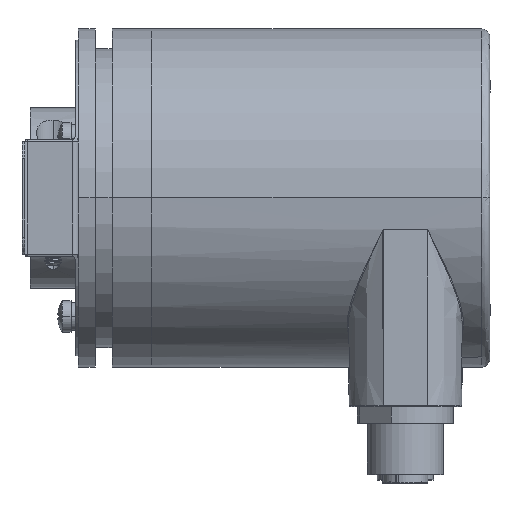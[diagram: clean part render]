
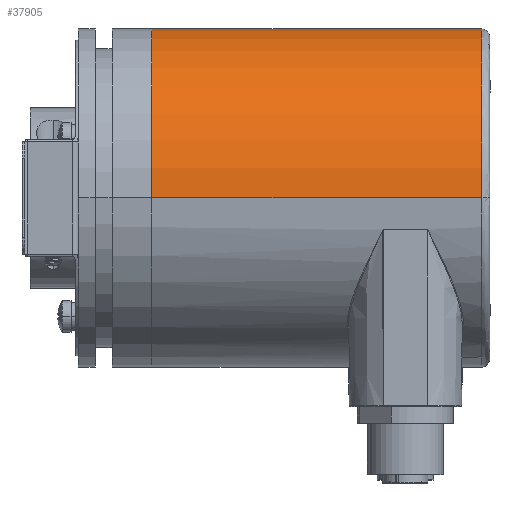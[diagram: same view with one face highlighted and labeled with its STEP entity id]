
A CAD part, top view. The second image highlights one B-rep face of the part: STEP entity #37905.
In plain terms, the highlighted cylindrical face has radius 30 mm (diameter 60 mm), a partial arc.
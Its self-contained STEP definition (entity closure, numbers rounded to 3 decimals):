
#1035 = FACE_OUTER_BOUND ( 'NONE', #26532, .T. ) ;
#2321 = ORIENTED_EDGE ( 'NONE', *, *, #12973, .T. ) ;
#7997 = CARTESIAN_POINT ( 'NONE',  ( -82.394, -0.38, 30. ) ) ;
#10973 = AXIS2_PLACEMENT_3D ( 'NONE', #16502, #28681, #54467 ) ;
#11109 = DIRECTION ( 'NONE',  ( -1., 0., 0. ) ) ;
#11478 = DIRECTION ( 'NONE',  ( 0., 0., 1. ) ) ;
#12742 = VERTEX_POINT ( 'NONE', #32514 ) ;
#12973 = EDGE_CURVE ( 'NONE', #12742, #49665, #29217, .T. ) ;
#15444 = CARTESIAN_POINT ( 'NONE',  ( -23.894, -0.38, 0. ) ) ;
#16502 = CARTESIAN_POINT ( 'NONE',  ( -22.394, -0.38, 0. ) ) ;
#17392 = VERTEX_POINT ( 'NONE', #36610 ) ;
#17446 = ORIENTED_EDGE ( 'NONE', *, *, #43820, .T. ) ;
#20065 = CIRCLE ( 'NONE', #46172, 30. ) ;
#24692 = CARTESIAN_POINT ( 'NONE',  ( -22.394, -0.38, 30. ) ) ;
#24965 = CIRCLE ( 'NONE', #54408, 30. ) ;
#26532 = EDGE_LOOP ( 'NONE', ( #17446, #2321, #50789, #52513 ) ) ;
#28681 = DIRECTION ( 'NONE',  ( -1., 0., 0. ) ) ;
#29217 = LINE ( 'NONE', #52098, #45355 ) ;
#30644 = DIRECTION ( 'NONE',  ( -1., 0., 0. ) ) ;
#32514 = CARTESIAN_POINT ( 'NONE',  ( -23.894, -0.38, -30. ) ) ;
#32534 = EDGE_CURVE ( 'NONE', #49665, #33784, #24965, .T. ) ;
#33672 = DIRECTION ( 'NONE',  ( -1., 0., 0. ) ) ;
#33784 = VERTEX_POINT ( 'NONE', #7997 ) ;
#34211 = DIRECTION ( 'NONE',  ( 1., 0., 0. ) ) ;
#36610 = CARTESIAN_POINT ( 'NONE',  ( -23.894, -0.38, 30. ) ) ;
#37905 = ADVANCED_FACE ( 'NONE', ( #1035 ), #55515, .T. ) ;
#39966 = EDGE_CURVE ( 'NONE', #17392, #33784, #42661, .T. ) ;
#42609 = CARTESIAN_POINT ( 'NONE',  ( -82.394, -0.38, -30. ) ) ;
#42661 = LINE ( 'NONE', #24692, #45359 ) ;
#43820 = EDGE_CURVE ( 'NONE', #17392, #12742, #20065, .T. ) ;
#45355 = VECTOR ( 'NONE', #30644, 1000. ) ;
#45359 = VECTOR ( 'NONE', #33672, 1000. ) ;
#46172 = AXIS2_PLACEMENT_3D ( 'NONE', #15444, #11109, #11478 ) ;
#46647 = DIRECTION ( 'NONE',  ( 0., 0., 1. ) ) ;
#49665 = VERTEX_POINT ( 'NONE', #42609 ) ;
#50789 = ORIENTED_EDGE ( 'NONE', *, *, #32534, .T. ) ;
#52098 = CARTESIAN_POINT ( 'NONE',  ( -22.394, -0.38, -30. ) ) ;
#52513 = ORIENTED_EDGE ( 'NONE', *, *, #39966, .F. ) ;
#54408 = AXIS2_PLACEMENT_3D ( 'NONE', #54938, #34211, #46647 ) ;
#54467 = DIRECTION ( 'NONE',  ( 0., 0., 1. ) ) ;
#54938 = CARTESIAN_POINT ( 'NONE',  ( -82.394, -0.38, 0. ) ) ;
#55515 = CYLINDRICAL_SURFACE ( 'NONE', #10973, 30. ) ;
